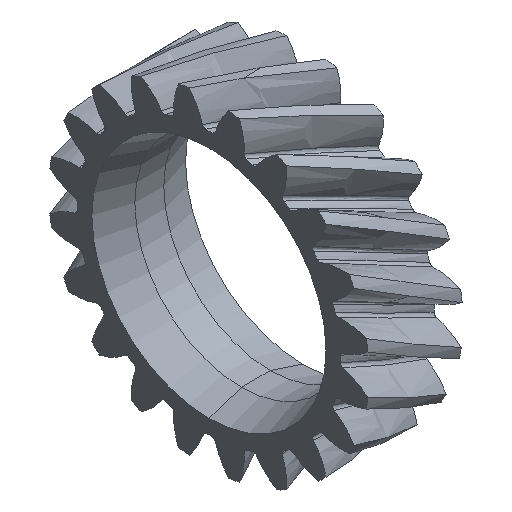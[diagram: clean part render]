
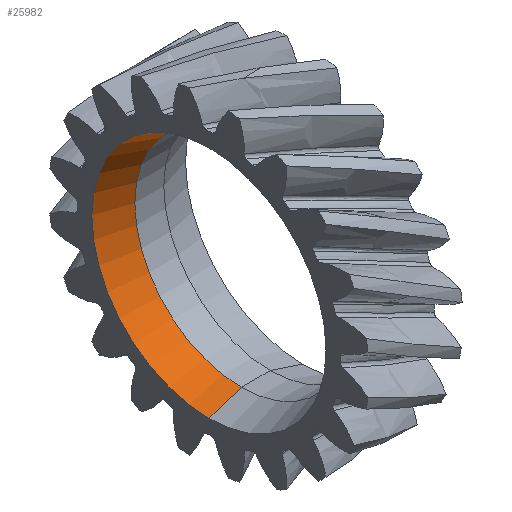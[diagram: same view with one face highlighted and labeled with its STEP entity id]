
A CAD part, isometric view. The second image highlights one B-rep face of the part: STEP entity #25982.
In plain terms, the highlighted conical face has half-angle 18.208 degrees and reference radius 12.5 mm.
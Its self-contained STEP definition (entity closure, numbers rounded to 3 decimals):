
#1028 = DIRECTION ( 'NONE',  ( 0., 0., -1. ) ) ;
#1520 = EDGE_CURVE ( 'NONE', #13308, #9380, #3832, .T. ) ;
#1606 = CARTESIAN_POINT ( 'NONE',  ( 3.8, 0., 0. ) ) ;
#3832 = LINE ( 'NONE', #18629, #36099 ) ;
#4126 = CARTESIAN_POINT ( 'NONE',  ( 0., 0., 13.75 ) ) ;
#5462 = VERTEX_POINT ( 'NONE', #4126 ) ;
#7616 = EDGE_CURVE ( 'NONE', #10150, #5462, #23027, .T. ) ;
#7679 = EDGE_LOOP ( 'NONE', ( #36396, #17528, #20975, #8992 ) ) ;
#7785 = DIRECTION ( 'NONE',  ( 0., 0., 1. ) ) ;
#8992 = ORIENTED_EDGE ( 'NONE', *, *, #21286, .F. ) ;
#9380 = VERTEX_POINT ( 'NONE', #16517 ) ;
#10150 = VERTEX_POINT ( 'NONE', #20109 ) ;
#11660 = DIRECTION ( 'NONE',  ( -1., 0., 0. ) ) ;
#12484 = CARTESIAN_POINT ( 'NONE',  ( 0., 0., 0. ) ) ;
#13308 = VERTEX_POINT ( 'NONE', #14710 ) ;
#14710 = CARTESIAN_POINT ( 'NONE',  ( 3.8, 0., -12.5 ) ) ;
#16008 = AXIS2_PLACEMENT_3D ( 'NONE', #12484, #19273, #27641 ) ;
#16517 = CARTESIAN_POINT ( 'NONE',  ( 0., 0., -13.75 ) ) ;
#17528 = ORIENTED_EDGE ( 'NONE', *, *, #22218, .F. ) ;
#18062 = VECTOR ( 'NONE', #31984, 1000. ) ;
#18629 = CARTESIAN_POINT ( 'NONE',  ( 3.8, 0., -12.5 ) ) ;
#19273 = DIRECTION ( 'NONE',  ( 1., 0., 0. ) ) ;
#20109 = CARTESIAN_POINT ( 'NONE',  ( 3.8, 0., 12.5 ) ) ;
#20110 = CARTESIAN_POINT ( 'NONE',  ( 3.8, 0., 12.5 ) ) ;
#20414 = CARTESIAN_POINT ( 'NONE',  ( 3.8, 0., 0. ) ) ;
#20975 = ORIENTED_EDGE ( 'NONE', *, *, #7616, .T. ) ;
#21286 = EDGE_CURVE ( 'NONE', #9380, #5462, #29053, .T. ) ;
#21614 = CONICAL_SURFACE ( 'NONE', #37788, 12.5, 0.318 ) ;
#22218 = EDGE_CURVE ( 'NONE', #10150, #13308, #37129, .T. ) ;
#23027 = LINE ( 'NONE', #20110, #18062 ) ;
#24456 = DIRECTION ( 'NONE',  ( -0.95, 0., -0.312 ) ) ;
#25982 = ADVANCED_FACE ( 'NONE', ( #35208 ), #21614, .F. ) ;
#27641 = DIRECTION ( 'NONE',  ( 0., 0., -1. ) ) ;
#29053 = CIRCLE ( 'NONE', #16008, 13.75 ) ;
#31197 = DIRECTION ( 'NONE',  ( -1., 0., 0. ) ) ;
#31984 = DIRECTION ( 'NONE',  ( -0.95, 0., 0.312 ) ) ;
#35208 = FACE_OUTER_BOUND ( 'NONE', #7679, .T. ) ;
#36099 = VECTOR ( 'NONE', #24456, 1000. ) ;
#36396 = ORIENTED_EDGE ( 'NONE', *, *, #1520, .F. ) ;
#37129 = CIRCLE ( 'NONE', #38374, 12.5 ) ;
#37788 = AXIS2_PLACEMENT_3D ( 'NONE', #20414, #11660, #7785 ) ;
#38374 = AXIS2_PLACEMENT_3D ( 'NONE', #1606, #31197, #1028 ) ;
